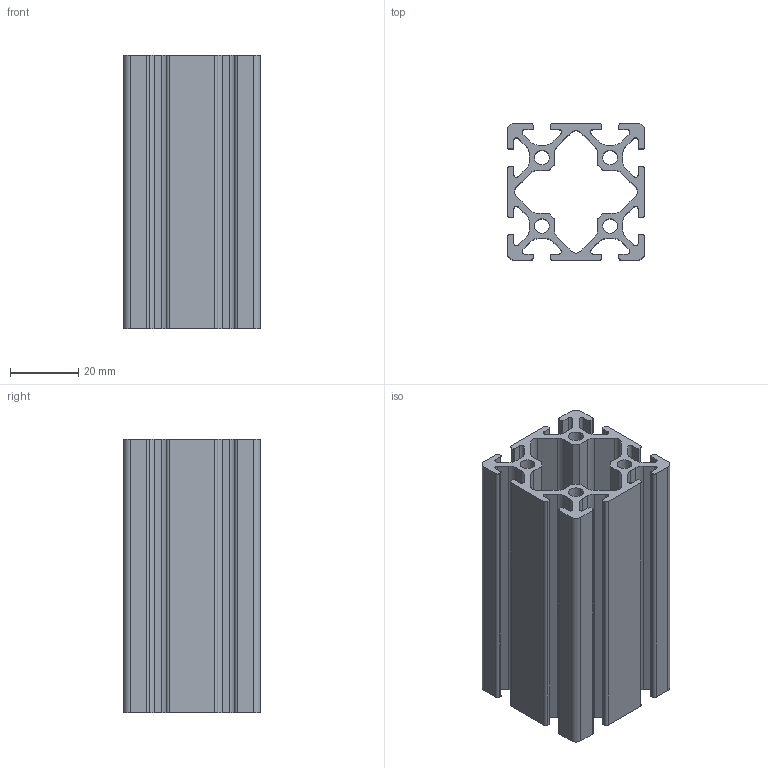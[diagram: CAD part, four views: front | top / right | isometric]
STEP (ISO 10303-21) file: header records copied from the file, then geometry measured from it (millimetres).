
FILE_DESCRIPTION(/* description */ (''),/* implementation_level */ '2;1');
FILE_NAME(/* name */ '4040 smt-montagetechnik v1.step',/* time_stamp */ '2021-01-21T19:33:01+01:00',/* author */ (''),/* organization */ (''),/* preprocessor_version */ 'ST-DEVELOPER v18.1',/* originating_system */ 'Autodesk Translation Framework v9.7.0.1280',/* authorisation */ '');
FILE_SCHEMA (('AUTOMOTIVE_DESIGN { 1 0 10303 214 3 1 1 }'));
Length unit declared in the file: millimetre
Products named in the file (1): 4040 smt-montagetechnik
Bounding box: 40 x 40 x 80 mm (x, y, z)
Volume: 41194.5 mm3; surface area: 39482.2 mm2
Topology: 1 solids, 1 shells, 182 faces, 540 edges, 360 vertices
Faces by surface type: cylinder 92, plane 90
Full cylindrical faces by diameter (mm): 4.3 x4
Entity records: 6404 total; most frequent: DIRECTION 1090, CARTESIAN_POINT 1083, ORIENTED_EDGE 1080, EDGE_CURVE 540, AXIS2_PLACEMENT_3D 367, VERTEX_POINT 360, LINE 356, VECTOR 356
